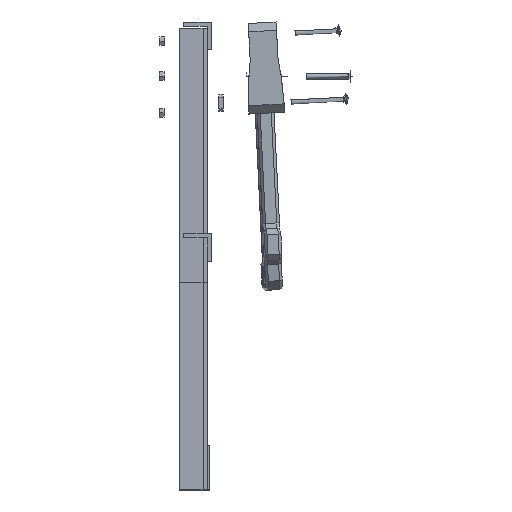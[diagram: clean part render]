
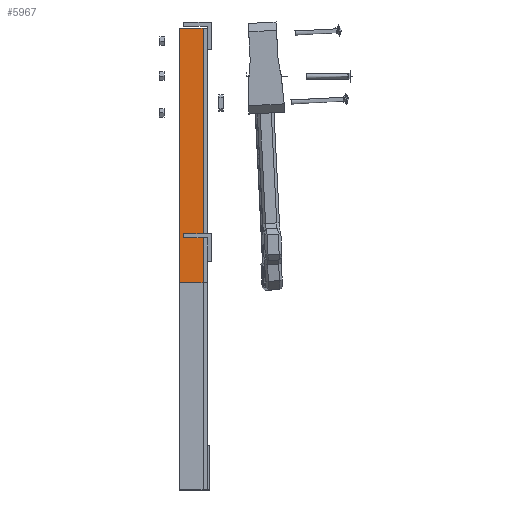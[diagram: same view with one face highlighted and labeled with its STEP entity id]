
A CAD part, left-side view. The second image highlights one B-rep face of the part: STEP entity #5967.
In plain terms, the highlighted free-form (B-spline) face has degree [1, 1] with [2, 2] control points.
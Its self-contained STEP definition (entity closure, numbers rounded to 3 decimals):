
#167=B_SPLINE_CURVE_WITH_KNOTS('',1,(#45262,#45263),.UNSPECIFIED.,.F.,.F.,
(2,2),(2.875,5.),.UNSPECIFIED.);
#173=B_SPLINE_CURVE_WITH_KNOTS('',1,(#45274,#45275),.UNSPECIFIED.,.F.,.F.,
(2,2),(2.875,5.),.UNSPECIFIED.);
#177=B_SPLINE_CURVE_WITH_KNOTS('',1,(#45282,#45283),.UNSPECIFIED.,.F.,.F.,
(2,2),(0.,22.84),.UNSPECIFIED.);
#178=B_SPLINE_CURVE_WITH_KNOTS('',1,(#45284,#45285),.UNSPECIFIED.,.F.,.F.,
(2,2),(0.,22.84),.UNSPECIFIED.);
#5967=ADVANCED_FACE('',(#8850),#39623,.T.);
#8850=FACE_OUTER_BOUND('',#11737,.T.);
#11737=EDGE_LOOP('',(#15101,#15102,#15103,#15104));
#15101=ORIENTED_EDGE('',*,*,#28517,.T.);
#15102=ORIENTED_EDGE('',*,*,#28512,.T.);
#15103=ORIENTED_EDGE('',*,*,#28516,.F.);
#15104=ORIENTED_EDGE('',*,*,#28506,.F.);
#28506=EDGE_CURVE('',#35269,#35270,#167,.T.);
#28512=EDGE_CURVE('',#35275,#35276,#173,.T.);
#28516=EDGE_CURVE('',#35270,#35276,#177,.T.);
#28517=EDGE_CURVE('',#35269,#35275,#178,.T.);
#35269=VERTEX_POINT('',#45427);
#35270=VERTEX_POINT('',#45428);
#35275=VERTEX_POINT('',#45433);
#35276=VERTEX_POINT('',#45434);
#39623=B_SPLINE_SURFACE_WITH_KNOTS('',1,1,((#45374,#45375),(#45376,#45377)),
.UNSPECIFIED.,.F.,.F.,.F.,(2,2),(2,2),(-5.,-2.875),(0.,22.84),
.UNSPECIFIED.);
#45262=CARTESIAN_POINT('',(-11.862,69.725,58.379));
#45263=CARTESIAN_POINT('',(-11.862,67.6,58.379));
#45274=CARTESIAN_POINT('',(-11.862,69.725,35.539));
#45275=CARTESIAN_POINT('',(-11.862,67.6,35.539));
#45282=CARTESIAN_POINT('',(-11.862,67.6,58.379));
#45283=CARTESIAN_POINT('',(-11.862,67.6,35.539));
#45284=CARTESIAN_POINT('',(-11.862,69.725,58.379));
#45285=CARTESIAN_POINT('',(-11.862,69.725,35.539));
#45374=CARTESIAN_POINT('',(-11.862,67.6,58.379));
#45375=CARTESIAN_POINT('',(-11.862,67.6,35.539));
#45376=CARTESIAN_POINT('',(-11.862,69.725,58.379));
#45377=CARTESIAN_POINT('',(-11.862,69.725,35.539));
#45427=CARTESIAN_POINT('',(-11.862,69.725,58.379));
#45428=CARTESIAN_POINT('',(-11.862,67.6,58.379));
#45433=CARTESIAN_POINT('',(-11.862,69.725,35.539));
#45434=CARTESIAN_POINT('',(-11.862,67.6,35.539));
